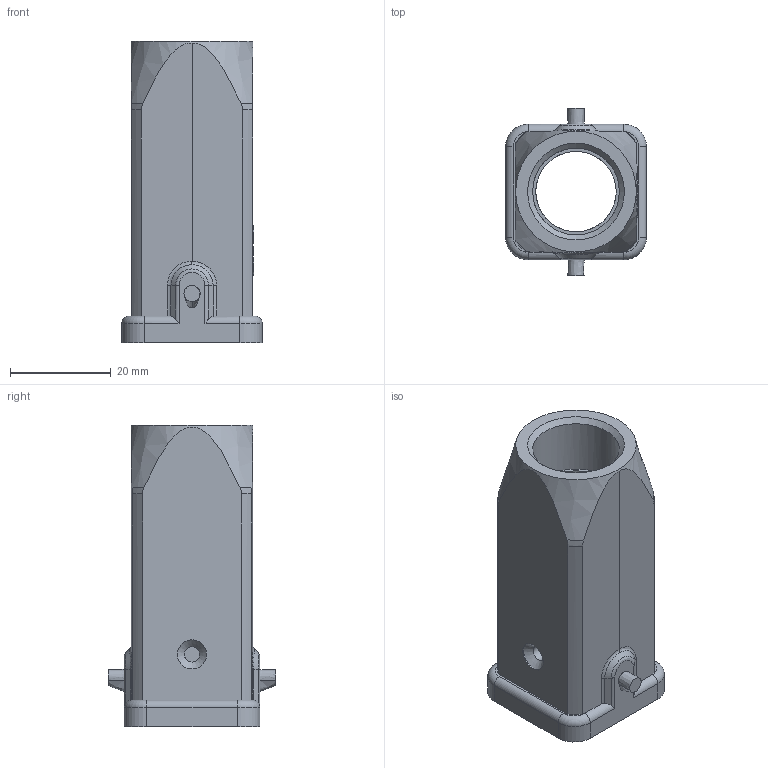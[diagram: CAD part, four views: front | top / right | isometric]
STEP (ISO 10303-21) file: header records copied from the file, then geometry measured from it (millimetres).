
FILE_DESCRIPTION(/* description */ (''),/* implementation_level */ '2;1');
FILE_NAME(/* name */ '100958744ugm000_a.stp',/* time_stamp */ '2021-07-05T10:01:40+02:00',/* author */ (''),/* organization */ (''),/* preprocessor_version */ 'ST-DEVELOPER v16.7',/* originating_system */ 'SIEMENS PLM Software NX 1911',/* authorisation */ '');
FILE_SCHEMA (('AUTOMOTIVE_DESIGN { 1 0 10303 214 3 1 1 1 }'));
Length unit declared in the file: millimetre
Products named in the file (1): 100958744ugm000_a
Bounding box: 28 x 33.4 x 60 mm (x, y, z)
Volume: 10843.7 mm3; surface area: 11644.6 mm2
Topology: 1 solids, 2 shells, 327 faces, 878 edges, 574 vertices
Faces by surface type: plane 156, bspline 78, cylinder 77, cone 8, torus 4, revolution 4
Full cylindrical faces by diameter (mm): 0.95 x1, 1.05 x1, 3.05 x1, 5.8 x1, 16 x1, 17.26 x1
Entity records: 14463 total; most frequent: CARTESIAN_POINT 6205, ORIENTED_EDGE 1732, DIRECTION 1257, EDGE_CURVE 866, VERTEX_POINT 571, AXIS2_PLACEMENT_3D 432, LINE 389, VECTOR 389
